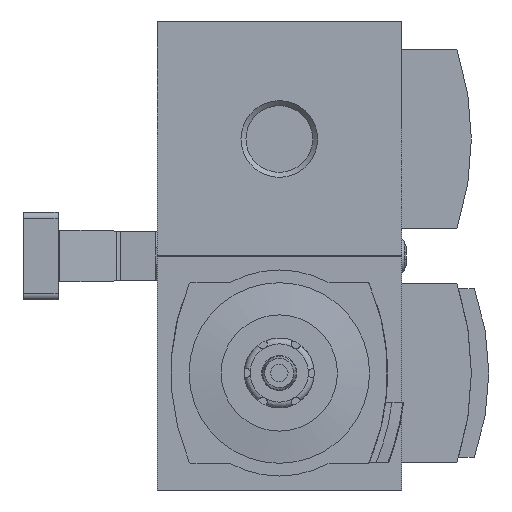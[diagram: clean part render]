
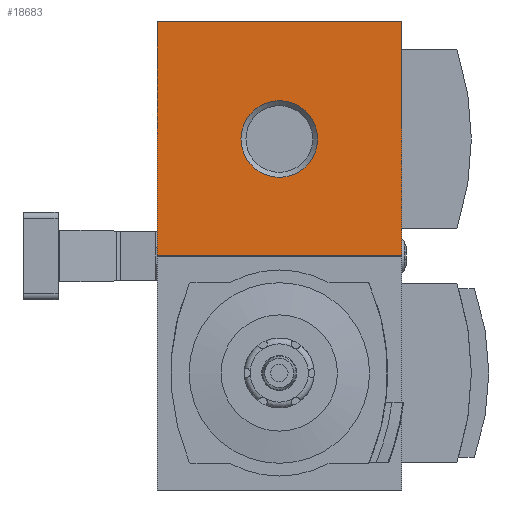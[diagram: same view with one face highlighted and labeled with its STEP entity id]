
A CAD part, front view. The second image highlights one B-rep face of the part: STEP entity #18683.
In plain terms, the highlighted planar face has unit normal (0, -1, 0).
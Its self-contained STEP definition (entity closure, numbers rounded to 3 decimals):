
#236=PLANE('',#19595);
#773=LINE('',#24974,#2339);
#879=LINE('',#25196,#2445);
#894=LINE('',#25234,#2460);
#964=LINE('',#25482,#2530);
#2339=VECTOR('',#20769,1000.);
#2445=VECTOR('',#20941,1000.);
#2460=VECTOR('',#20970,1000.);
#2530=VECTOR('',#21170,1000.);
#4529=ORIENTED_EDGE('',*,*,#8620,.F.);
#4530=ORIENTED_EDGE('',*,*,#8222,.F.);
#4531=ORIENTED_EDGE('',*,*,#8336,.F.);
#4532=ORIENTED_EDGE('',*,*,#8477,.F.);
#4533=ORIENTED_EDGE('',*,*,#8356,.F.);
#8222=EDGE_CURVE('',#10340,#10341,#773,.T.);
#8336=EDGE_CURVE('',#10423,#10340,#879,.T.);
#8356=EDGE_CURVE('',#10341,#10440,#894,.T.);
#8477=EDGE_CURVE('',#10440,#10423,#964,.T.);
#8620=EDGE_CURVE('',#10667,#10667,#11798,.T.);
#10340=VERTEX_POINT('',#24973);
#10341=VERTEX_POINT('',#24975);
#10423=VERTEX_POINT('',#25195);
#10440=VERTEX_POINT('',#25235);
#10667=VERTEX_POINT('',#25766);
#11798=CIRCLE('',#19596,6.579);
#12230=EDGE_LOOP('',(#4529));
#12231=EDGE_LOOP('',(#4530,#4531,#4532,#4533));
#13119=FACE_BOUND('',#12230,.T.);
#13120=FACE_BOUND('',#12231,.T.);
#18683=ADVANCED_FACE('',(#13119,#13120),#236,.F.);
#19595=AXIS2_PLACEMENT_3D('',#25764,#21401,#21402);
#19596=AXIS2_PLACEMENT_3D('',#25765,#21403,#21404);
#20769=DIRECTION('',(0.,0.,1.));
#20941=DIRECTION('',(-1.,0.,0.));
#20970=DIRECTION('',(1.,0.,0.));
#21170=DIRECTION('',(0.,0.,-1.));
#21401=DIRECTION('',(0.,1.,0.));
#21402=DIRECTION('',(0.,0.,1.));
#21403=DIRECTION('',(0.,-1.,0.));
#21404=DIRECTION('',(0.,0.,-1.));
#24973=CARTESIAN_POINT('',(-21.,-31.5,-20.1));
#24974=CARTESIAN_POINT('',(-21.,-31.5,-20.1));
#24975=CARTESIAN_POINT('',(-21.,-31.5,20.1));
#25195=CARTESIAN_POINT('',(21.,-31.5,-20.1));
#25196=CARTESIAN_POINT('',(21.,-31.5,-20.1));
#25234=CARTESIAN_POINT('',(-21.,-31.5,20.1));
#25235=CARTESIAN_POINT('',(21.,-31.5,20.1));
#25482=CARTESIAN_POINT('',(21.,-31.5,20.1));
#25764=CARTESIAN_POINT('',(0.,-31.5,0.));
#25765=CARTESIAN_POINT('',(0.,-31.5,0.));
#25766=CARTESIAN_POINT('',(0.,-31.5,-6.579));
